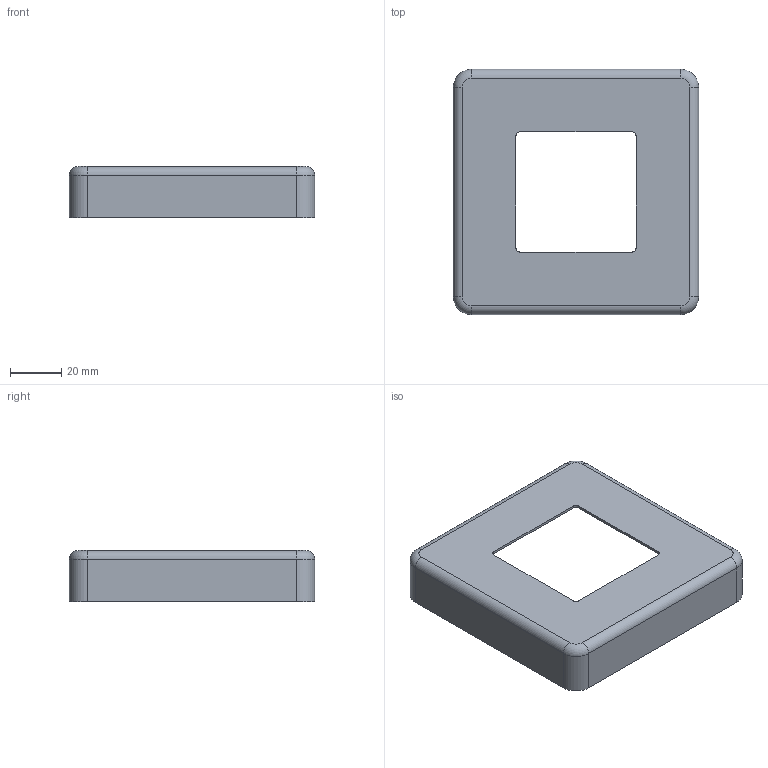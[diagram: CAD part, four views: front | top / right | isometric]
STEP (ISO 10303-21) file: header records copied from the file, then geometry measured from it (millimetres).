
FILE_DESCRIPTION (( 'STEP AP203' ), '1' );
FILE_NAME ('51250-240-GL.STEP', '2020-11-06T08:28:53', ( '' ), ( '' ), 'SwSTEP 2.0', 'SolidWorks 2018', '' );
FILE_SCHEMA (( 'CONFIG_CONTROL_DESIGN' ));
Length unit declared in the file: millimetre
Products named in the file (2): 51250-240-GL
Bounding box: 96 x 96 x 20 mm (x, y, z)
Volume: 13495 mm3; surface area: 27558.5 mm2
Topology: 1 solids, 1 shells, 287 faces, 758 edges, 500 vertices
Faces by surface type: plane 156, bspline 103, cylinder 20, torus 8
Entity records: 14917 total; most frequent: CARTESIAN_POINT 8314, ORIENTED_EDGE 1516, DIRECTION 972, EDGE_CURVE 758, LINE 504, VECTOR 504, VERTEX_POINT 500, EDGE_LOOP 316
